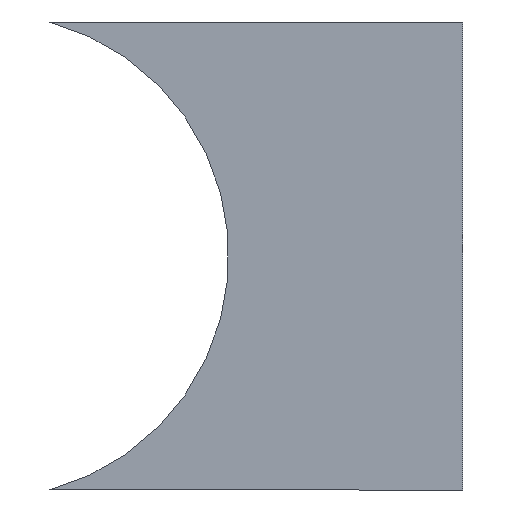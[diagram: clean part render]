
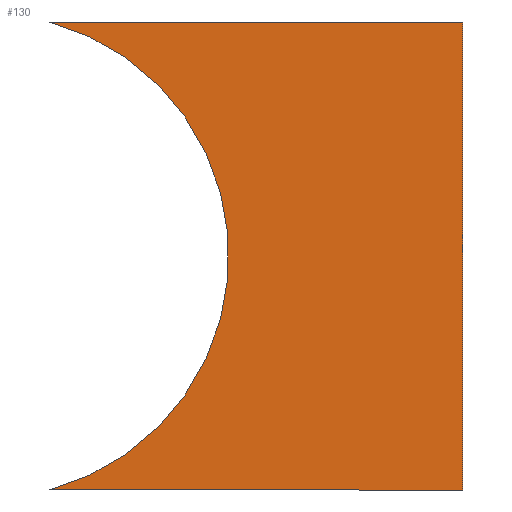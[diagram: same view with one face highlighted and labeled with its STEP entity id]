
A CAD part, front view. The second image highlights one B-rep face of the part: STEP entity #130.
In plain terms, the highlighted planar face has unit normal (0, -1, 0).
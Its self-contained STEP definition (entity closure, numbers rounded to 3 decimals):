
#4 = CARTESIAN_POINT ( 'NONE',  ( 0., 0., 4. ) ) ;
#7 = CARTESIAN_POINT ( 'NONE',  ( -4.07, 0., 2. ) ) ;
#8 = CARTESIAN_POINT ( 'NONE',  ( 0., 0., 0. ) ) ;
#12 = VECTOR ( 'NONE', #194, 1000. ) ;
#14 = LINE ( 'NONE', #168, #92 ) ;
#27 = ORIENTED_EDGE ( 'NONE', *, *, #111, .F. ) ;
#30 = ORIENTED_EDGE ( 'NONE', *, *, #108, .F. ) ;
#33 = VECTOR ( 'NONE', #54, 1000. ) ;
#38 = DIRECTION ( 'NONE',  ( 0., 0., 1. ) ) ;
#39 = DIRECTION ( 'NONE',  ( -1., 0., 0. ) ) ;
#47 = ORIENTED_EDGE ( 'NONE', *, *, #203, .F. ) ;
#53 = LINE ( 'NONE', #8, #12 ) ;
#54 = DIRECTION ( 'NONE',  ( 1., 0., 0. ) ) ;
#57 = CARTESIAN_POINT ( 'NONE',  ( -4.07, 0., 2. ) ) ;
#69 = CARTESIAN_POINT ( 'NONE',  ( 0., 0., 4. ) ) ;
#72 = VERTEX_POINT ( 'NONE', #73 ) ;
#73 = CARTESIAN_POINT ( 'NONE',  ( -3.536, 0., 4. ) ) ;
#78 = EDGE_CURVE ( 'NONE', #125, #154, #14, .T. ) ;
#88 = DIRECTION ( 'NONE',  ( 0., 1., 0. ) ) ;
#92 = VECTOR ( 'NONE', #39, 1000. ) ;
#100 = CARTESIAN_POINT ( 'NONE',  ( 0., 0., 0. ) ) ;
#102 = PLANE ( 'NONE',  #170 ) ;
#104 = ORIENTED_EDGE ( 'NONE', *, *, #78, .F. ) ;
#108 = EDGE_CURVE ( 'NONE', #171, #125, #53, .T. ) ;
#111 = EDGE_CURVE ( 'NONE', #154, #72, #139, .T. ) ;
#122 = AXIS2_PLACEMENT_3D ( 'NONE', #57, #152, #38 ) ;
#125 = VERTEX_POINT ( 'NONE', #100 ) ;
#129 = EDGE_LOOP ( 'NONE', ( #104, #30, #47, #27 ) ) ;
#130 = ADVANCED_FACE ( 'NONE', ( #142 ), #102, .F. ) ;
#139 = CIRCLE ( 'NONE', #122, 2.07 ) ;
#142 = FACE_OUTER_BOUND ( 'NONE', #129, .T. ) ;
#152 = DIRECTION ( 'NONE',  ( 0., -1., 0. ) ) ;
#154 = VERTEX_POINT ( 'NONE', #165 ) ;
#165 = CARTESIAN_POINT ( 'NONE',  ( -3.536, 0., 0. ) ) ;
#168 = CARTESIAN_POINT ( 'NONE',  ( 0., 0., 0. ) ) ;
#170 = AXIS2_PLACEMENT_3D ( 'NONE', #7, #88, #176 ) ;
#171 = VERTEX_POINT ( 'NONE', #4 ) ;
#176 = DIRECTION ( 'NONE',  ( 0., 0., 1. ) ) ;
#189 = LINE ( 'NONE', #69, #33 ) ;
#194 = DIRECTION ( 'NONE',  ( 0., 0., -1. ) ) ;
#203 = EDGE_CURVE ( 'NONE', #72, #171, #189, .T. ) ;
